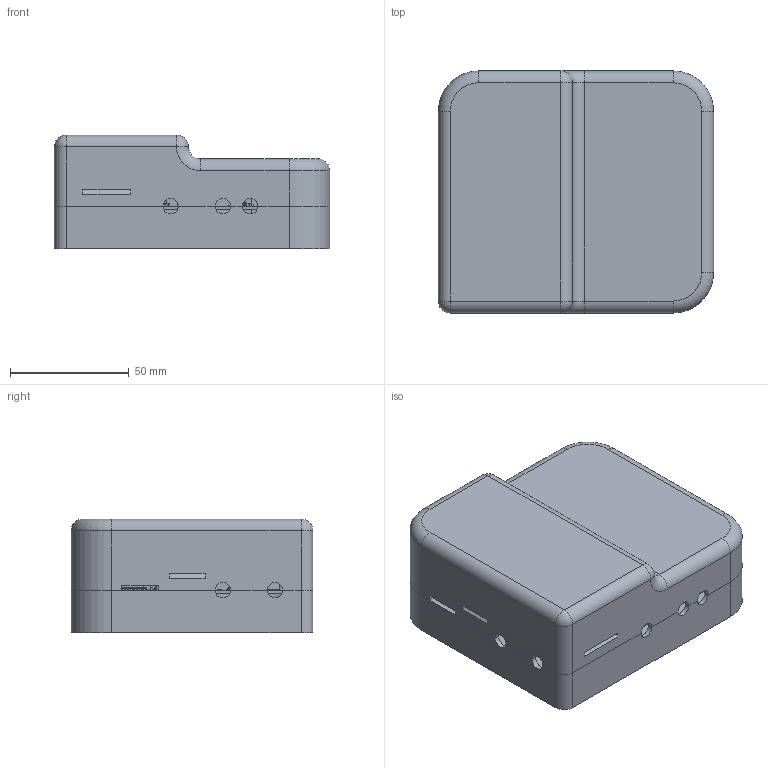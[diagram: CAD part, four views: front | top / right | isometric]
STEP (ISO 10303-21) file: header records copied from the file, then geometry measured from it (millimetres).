
FILE_DESCRIPTION(/* description */ (''),/* implementation_level */ '2;1');
FILE_NAME(/* name */ 'Case_Phecda.step',/* time_stamp */ '2023-09-29T16:44:56-03:00',/* author */ (''),/* organization */ (''),/* preprocessor_version */ 'ST-DEVELOPER v20',/* originating_system */ 'Autodesk Translation Framework v12.14.0.127',/* authorisation */ '');
FILE_SCHEMA (('AUTOMOTIVE_DESIGN { 1 0 10303 214 3 1 1 }'));
Products named in the file (33): Case_V1; Phecda_V4; SOT-363_SC-70-6; SOLID (3); BatteryHolder_Keystone_3000_1x12mm; COMPOUND; SOT-23-5; SOLID (5); Fuse_1206_3216Metric; SOLID (6); LED_0603_1608Metric; SOLID (7); D_SMA; SOLID (8); SOIC-16_3.9x9.9mm_P1.27mm; SOLID (9); PinHeader_1x07_P2.54mm_Vertical; SOLID (10); SOT-23; SOLID; ESP32-WROOM-32; SOLID (11); PinHeader_1x02_P2.54mm_Vertical; SOLID (1); R_0603_1608Metric; SOLID (2); C_1206_3216Metric; SOLID (13); C_0603_1608Metric; SOLID (4); C_0805_2012Metric; SOLID (12); Phecda_V4 PCB
Assembly tree (67 placements, depth 4):
  Case_V1
    Phecda_V4
      SOT-23  x4
        SOLID
      PinHeader_1x02_P2.54mm_Vertical  x2
        SOLID (1)
      R_0603_1608Metric  x24
        SOLID (2)
      SOT-363_SC-70-6
        SOLID (3)
      BatteryHolder_Keystone_3000_1x12mm
        COMPOUND
      C_0603_1608Metric  x8
        SOLID (4)
      SOT-23-5
        SOLID (5)
      Fuse_1206_3216Metric
        SOLID (6)
      LED_0603_1608Metric
        SOLID (7)
      D_SMA
        SOLID (8)
      SOIC-16_3.9x9.9mm_P1.27mm
        SOLID (9)
      PinHeader_1x07_P2.54mm_Vertical
        SOLID (10)
      ESP32-WROOM-32
        SOLID (11)
      C_0805_2012Metric  x2
        SOLID (12)
      C_1206_3216Metric
        SOLID (13)
      Phecda_V4 PCB
Bounding box: 116 x 102 x 48 mm (x, y, z)
Volume: 99389.1 mm3; surface area: 102683.6 mm2
Topology: 54 solids, 55 shells, 3386 faces, 8673 edges, 5441 vertices
Faces by surface type: plane 2628, cylinder 737, torus 11, sphere 10
Full cylindrical faces by diameter (mm): 0.2 x12, 0.6 x1, 0.8 x2, 0.95 x8, 1 x83, 1.19 x2, 1.2 x8, 3 x8, 3.2 x4, 4 x1
Entity records: 71384 total; most frequent: CARTESIAN_POINT 11907, ORIENTED_EDGE 11734, DIRECTION 11647, EDGE_CURVE 5867, LINE 4853, VECTOR 4853, VERTEX_POINT 3651, AXIS2_PLACEMENT_3D 3397
